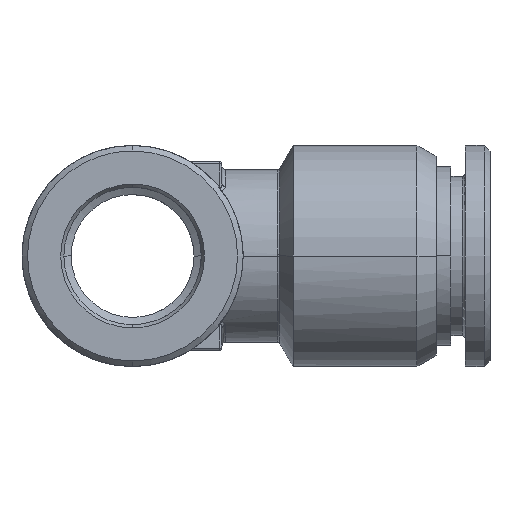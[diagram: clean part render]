
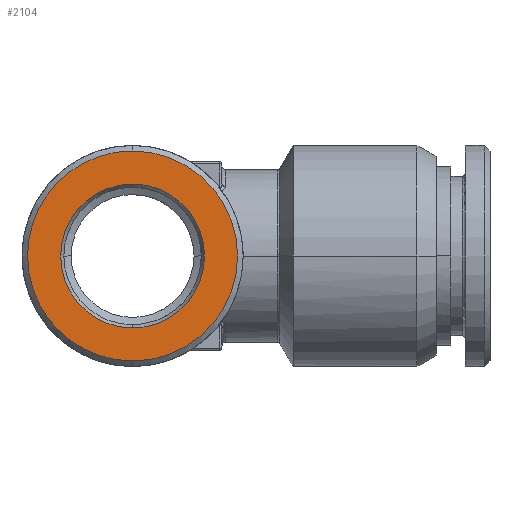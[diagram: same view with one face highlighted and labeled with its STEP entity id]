
A CAD part, left-side view. The second image highlights one B-rep face of the part: STEP entity #2104.
In plain terms, the highlighted planar face has unit normal (-1, 0, 0).
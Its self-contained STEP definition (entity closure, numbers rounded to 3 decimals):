
#1918=CARTESIAN_POINT('Vertex',(-32.,0.,6.439)) ;
#1921=CARTESIAN_POINT('Axis2P3D Location',(-32.,0.,0.)) ;
#1925=CARTESIAN_POINT('Vertex',(-32.,0.,-6.439)) ;
#1946=CARTESIAN_POINT('Axis2P3D Location',(-32.,0.,0.)) ;
#2056=CARTESIAN_POINT('Axis2P3D Location',(-32.,0.,0.)) ;
#2062=CARTESIAN_POINT('Control Point',(-32.,0.,-9.4)) ;
#2063=CARTESIAN_POINT('Control Point',(-32.,0.901,-9.4)) ;
#2064=CARTESIAN_POINT('Control Point',(-32.,1.802,-9.292)) ;
#2065=CARTESIAN_POINT('Control Point',(-32.,2.686,-9.076)) ;
#2066=CARTESIAN_POINT('Control Point',(-32.,4.385,-8.436)) ;
#2067=CARTESIAN_POINT('Control Point',(-32.,5.885,-7.413)) ;
#2068=CARTESIAN_POINT('Control Point',(-32.,6.57,-6.814)) ;
#2069=CARTESIAN_POINT('Control Point',(-32.,7.782,-5.463)) ;
#2070=CARTESIAN_POINT('Control Point',(-32.,8.641,-3.864)) ;
#2071=CARTESIAN_POINT('Control Point',(-32.,8.972,-3.016)) ;
#2072=CARTESIAN_POINT('Control Point',(-32.,9.424,-1.258)) ;
#2073=CARTESIAN_POINT('Control Point',(-32.,9.449,0.557)) ;
#2074=CARTESIAN_POINT('Control Point',(-32.,9.352,1.462)) ;
#2075=CARTESIAN_POINT('Control Point',(-32.,8.942,3.23)) ;
#2076=CARTESIAN_POINT('Control Point',(-32.,8.127,4.852)) ;
#2077=CARTESIAN_POINT('Control Point',(-32.,7.623,5.61)) ;
#2078=CARTESIAN_POINT('Control Point',(-32.,6.445,6.991)) ;
#2079=CARTESIAN_POINT('Control Point',(-32.,4.973,8.053)) ;
#2080=CARTESIAN_POINT('Control Point',(-32.,4.177,8.494)) ;
#2081=CARTESIAN_POINT('Control Point',(-32.,2.87,9.023)) ;
#2082=CARTESIAN_POINT('Control Point',(-32.,1.494,9.301)) ;
#2083=CARTESIAN_POINT('Control Point',(-32.,0.998,9.367)) ;
#2084=CARTESIAN_POINT('Control Point',(-32.,0.499,9.4)) ;
#2085=CARTESIAN_POINT('Control Point',(-32.,0.,9.4)) ;
#2086=CARTESIAN_POINT('Vertex',(-32.,0.,-9.4)) ;
#2088=CARTESIAN_POINT('Vertex',(-32.,0.,9.4)) ;
#2091=CARTESIAN_POINT('Axis2P3D Location',(-32.,0.,0.)) ;
#1922=DIRECTION('Axis2P3D Direction',(-1.,0.,0.)) ;
#1947=DIRECTION('Axis2P3D Direction',(-1.,0.,0.)) ;
#2057=DIRECTION('Axis2P3D Direction',(-1.,0.,0.)) ;
#2058=DIRECTION('Axis2P3D XDirection',(0.,0.,1.)) ;
#2092=DIRECTION('Axis2P3D Direction',(-1.,0.,0.)) ;
#1923=AXIS2_PLACEMENT_3D('Circle Axis2P3D',#1921,#1922,$) ;
#1948=AXIS2_PLACEMENT_3D('Circle Axis2P3D',#1946,#1947,$) ;
#2059=AXIS2_PLACEMENT_3D('Plane Axis2P3D',#2056,#2057,#2058) ;
#2093=AXIS2_PLACEMENT_3D('Circle Axis2P3D',#2091,#2092,$) ;
#2097=ORIENTED_EDGE('',*,*,#2090,.F.) ;
#2098=ORIENTED_EDGE('',*,*,#2095,.T.) ;
#2101=ORIENTED_EDGE('',*,*,#1950,.F.) ;
#2102=ORIENTED_EDGE('',*,*,#1927,.T.) ;
#2103=FACE_BOUND('',#2100,.T.) ;
#2104=ADVANCED_FACE('MANIFOLD_SOLID_BREP #7042',(#2099,#2103),#2060,.T.) ;
#2061=B_SPLINE_CURVE_WITH_KNOTS('',5,(#2062,#2063,#2064,#2065,#2066,#2067,#2068,#2069,#2070,#2071,#2072,#2073,#2074,#2075,#2076,#2077,#2078,#2079,#2080,#2081,#2082,#2083,#2084,#2085),.UNSPECIFIED.,.F.,.U.,(6,3,3,3,3,3,3,6),(0.,6.372,12.745,19.117,25.49,31.862,38.234,41.763),.UNSPECIFIED.) ;
#1924=CIRCLE('generated circle',#1923,6.439) ;
#1949=CIRCLE('generated circle',#1948,6.439) ;
#2094=CIRCLE('generated circle',#2093,9.4) ;
#1927=EDGE_CURVE('',#1926,#1919,#1924,.F.) ;
#1950=EDGE_CURVE('',#1926,#1919,#1949,.T.) ;
#2090=EDGE_CURVE('',#2087,#2089,#2061,.T.) ;
#2095=EDGE_CURVE('',#2087,#2089,#2094,.T.) ;
#2096=EDGE_LOOP('',(#2097,#2098)) ;
#2100=EDGE_LOOP('',(#2101,#2102)) ;
#2099=FACE_OUTER_BOUND('',#2096,.T.) ;
#2060=PLANE('',#2059) ;
#1919=VERTEX_POINT('',#1918) ;
#1926=VERTEX_POINT('',#1925) ;
#2087=VERTEX_POINT('',#2086) ;
#2089=VERTEX_POINT('',#2088) ;
